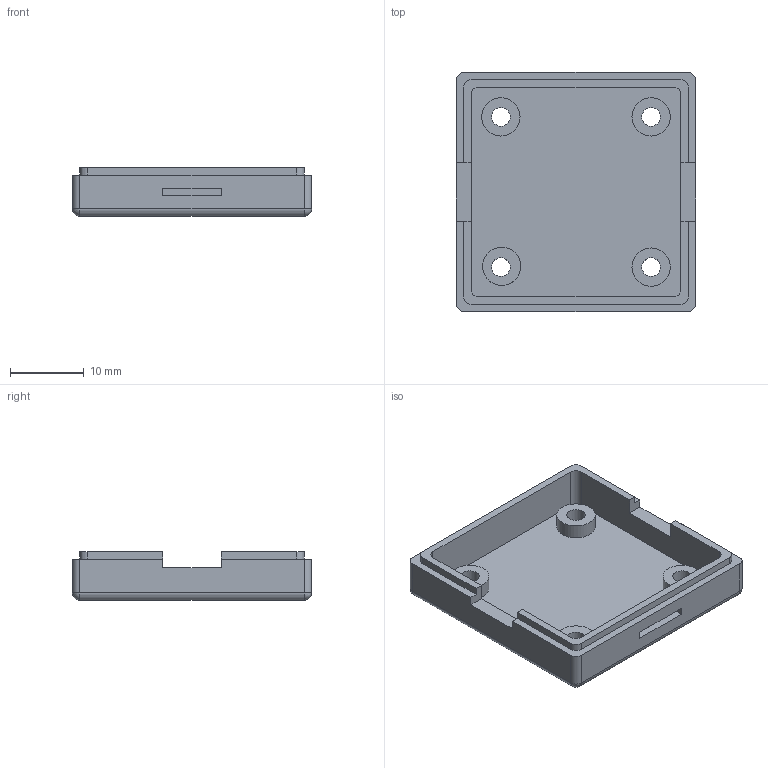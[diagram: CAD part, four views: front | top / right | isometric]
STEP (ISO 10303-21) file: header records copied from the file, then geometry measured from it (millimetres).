
FILE_DESCRIPTION(/* description */ (''),/* implementation_level */ '2;1');
FILE_NAME(/* name */ 'TMP_bottom_v2.step',/* time_stamp */ '2025-11-22T23:32:54-05:00',/* author */ (''),/* organization */ (''),/* preprocessor_version */ 'ST-DEVELOPER v20.1',/* originating_system */ 'Autodesk Translation Framework v14.17.0.0',/* authorisation */ '');
FILE_SCHEMA (('AUTOMOTIVE_DESIGN { 1 0 10303 214 3 1 1 }'));
Length unit declared in the file: millimetre
Products named in the file (1): 2025-10-17-13-31-14-212
Bounding box: 32.5 x 32.5 x 6.6 mm (x, y, z)
Volume: 2308.5 mm3; surface area: 3688.7 mm2
Topology: 1 solids, 1 shells, 68 faces, 168 edges, 108 vertices
Faces by surface type: plane 40, cylinder 24, sphere 4
Full cylindrical faces by diameter (mm): 2.529 x4, 5.2 x4
Entity records: 2060 total; most frequent: DIRECTION 354, CARTESIAN_POINT 345, ORIENTED_EDGE 336, EDGE_CURVE 168, LINE 120, VECTOR 120, AXIS2_PLACEMENT_3D 117, VERTEX_POINT 108
